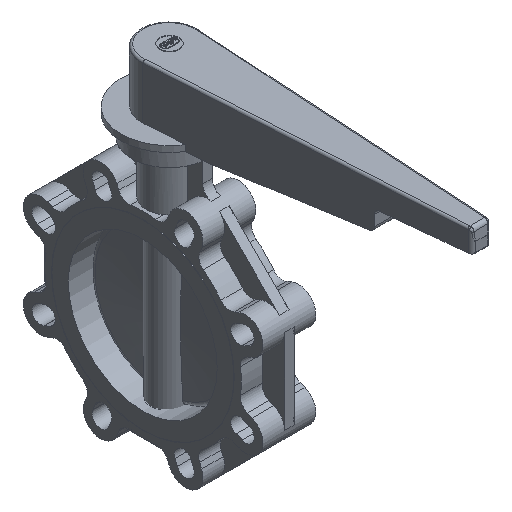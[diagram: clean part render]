
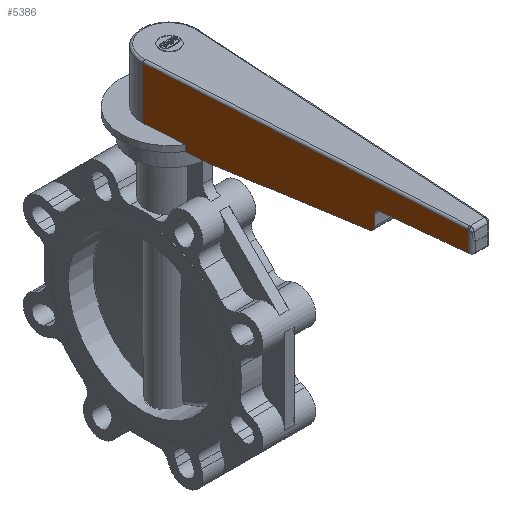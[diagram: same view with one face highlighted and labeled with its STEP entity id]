
A CAD part, isometric view. The second image highlights one B-rep face of the part: STEP entity #5386.
In plain terms, the highlighted face is planar.
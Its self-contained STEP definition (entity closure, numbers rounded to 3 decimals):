
#31=ELLIPSE($,#5890,2.004,2.);
#39=ELLIPSE($,#5906,7.013,7.);
#40=ELLIPSE($,#5907,7.013,7.);
#423=LINE($,#8866,#914);
#426=LINE($,#9742,#917);
#428=LINE($,#9755,#919);
#429=LINE($,#9757,#920);
#430=LINE($,#9759,#921);
#431=LINE($,#9761,#922);
#432=LINE($,#9763,#923);
#433=LINE($,#9765,#924);
#434=LINE($,#9769,#925);
#435=LINE($,#9773,#926);
#436=LINE($,#9775,#927);
#437=LINE($,#9777,#928);
#438=LINE($,#9779,#929);
#439=LINE($,#9781,#930);
#440=LINE($,#9783,#931);
#441=LINE($,#9785,#932);
#442=LINE($,#9786,#933);
#914=VECTOR($,#7204,412.45);
#917=VECTOR($,#7239,26.973);
#919=VECTOR($,#7245,69.5);
#920=VECTOR($,#7246,53.701);
#921=VECTOR($,#7247,0.252);
#922=VECTOR($,#7248,8.);
#923=VECTOR($,#7249,24.481);
#924=VECTOR($,#7250,209.78);
#925=VECTOR($,#7253,14.151);
#926=VECTOR($,#7256,69.949);
#927=VECTOR($,#7257,0.628);
#928=VECTOR($,#7258,1.308);
#929=VECTOR($,#7259,1.261);
#930=VECTOR($,#7260,1.255);
#931=VECTOR($,#7261,1.288);
#932=VECTOR($,#7262,0.61);
#933=VECTOR($,#7263,36.555);
#1177=PLANE($,#5905);
#1483=FACE_OUTER_BOUND($,#1795,.T.);
#1795=EDGE_LOOP($,(#4617,#4618,#4619,#4620,#4621,#4622,#4623,#4624,#4625,
#4626,#4627,#4628,#4629,#4630,#4631,#4632,#4633,#4634,#4635,#4636));
#2527=VERTEX_POINT($,#8846);
#2528=VERTEX_POINT($,#8862);
#2530=VERTEX_POINT($,#8999);
#2542=VERTEX_POINT($,#9741);
#2545=VERTEX_POINT($,#9754);
#2546=VERTEX_POINT($,#9756);
#2547=VERTEX_POINT($,#9758);
#2548=VERTEX_POINT($,#9760);
#2549=VERTEX_POINT($,#9762);
#2550=VERTEX_POINT($,#9764);
#2551=VERTEX_POINT($,#9766);
#2552=VERTEX_POINT($,#9768);
#2553=VERTEX_POINT($,#9770);
#2554=VERTEX_POINT($,#9772);
#2555=VERTEX_POINT($,#9774);
#2556=VERTEX_POINT($,#9776);
#2557=VERTEX_POINT($,#9778);
#2558=VERTEX_POINT($,#9780);
#2559=VERTEX_POINT($,#9782);
#2560=VERTEX_POINT($,#9784);
#3241=EDGE_CURVE($,#2527,#2528,#423,.T.);
#3244=EDGE_CURVE($,#2528,#2530,#31,.T.);
#3262=EDGE_CURVE($,#2542,#2530,#426,.T.);
#3266=EDGE_CURVE($,#2545,#2527,#428,.T.);
#3267=EDGE_CURVE($,#2546,#2545,#429,.T.);
#3268=EDGE_CURVE($,#2547,#2546,#430,.T.);
#3269=EDGE_CURVE($,#2548,#2547,#431,.T.);
#3270=EDGE_CURVE($,#2549,#2548,#432,.T.);
#3271=EDGE_CURVE($,#2550,#2549,#433,.T.);
#3272=EDGE_CURVE($,#2551,#2550,#39,.T.);
#3273=EDGE_CURVE($,#2552,#2551,#434,.T.);
#3274=EDGE_CURVE($,#2553,#2552,#40,.T.);
#3275=EDGE_CURVE($,#2554,#2553,#435,.T.);
#3276=EDGE_CURVE($,#2555,#2554,#436,.T.);
#3277=EDGE_CURVE($,#2556,#2555,#437,.T.);
#3278=EDGE_CURVE($,#2557,#2556,#438,.T.);
#3279=EDGE_CURVE($,#2558,#2557,#439,.T.);
#3280=EDGE_CURVE($,#2559,#2558,#440,.T.);
#3281=EDGE_CURVE($,#2560,#2559,#441,.T.);
#3282=EDGE_CURVE($,#2542,#2560,#442,.T.);
#4617=ORIENTED_EDGE($,*,*,#3244,.F.);
#4618=ORIENTED_EDGE($,*,*,#3241,.F.);
#4619=ORIENTED_EDGE($,*,*,#3266,.F.);
#4620=ORIENTED_EDGE($,*,*,#3267,.F.);
#4621=ORIENTED_EDGE($,*,*,#3268,.F.);
#4622=ORIENTED_EDGE($,*,*,#3269,.F.);
#4623=ORIENTED_EDGE($,*,*,#3270,.F.);
#4624=ORIENTED_EDGE($,*,*,#3271,.F.);
#4625=ORIENTED_EDGE($,*,*,#3272,.F.);
#4626=ORIENTED_EDGE($,*,*,#3273,.F.);
#4627=ORIENTED_EDGE($,*,*,#3274,.F.);
#4628=ORIENTED_EDGE($,*,*,#3275,.F.);
#4629=ORIENTED_EDGE($,*,*,#3276,.F.);
#4630=ORIENTED_EDGE($,*,*,#3277,.F.);
#4631=ORIENTED_EDGE($,*,*,#3278,.F.);
#4632=ORIENTED_EDGE($,*,*,#3279,.F.);
#4633=ORIENTED_EDGE($,*,*,#3280,.F.);
#4634=ORIENTED_EDGE($,*,*,#3281,.F.);
#4635=ORIENTED_EDGE($,*,*,#3282,.F.);
#4636=ORIENTED_EDGE($,*,*,#3262,.T.);
#5386=ADVANCED_FACE($,(#1483),#1177,.F.);
#5890=AXIS2_PLACEMENT_3D($,#9003,#7209,#7210);
#5905=AXIS2_PLACEMENT_3D($,#9753,#7243,#7244);
#5906=AXIS2_PLACEMENT_3D($,#9767,#7251,#7252);
#5907=AXIS2_PLACEMENT_3D($,#9771,#7254,#7255);
#7204=DIRECTION($,(0.998,0.06,0.));
#7209=DIRECTION('center_axis',(-0.06,0.998,0.));
#7210=DIRECTION('ref_axis',(0.998,0.06,0.));
#7239=DIRECTION($,(0.,0.,1.));
#7243=DIRECTION('center_axis',(-0.06,0.998,0.));
#7244=DIRECTION('ref_axis',(0.,0.,1.));
#7245=DIRECTION($,(0.,0.,1.));
#7246=DIRECTION($,(-0.998,-0.06,0.));
#7247=DIRECTION($,(-0.998,-0.06,0.));
#7248=DIRECTION($,(0.,0.,1.));
#7249=DIRECTION($,(-0.998,-0.06,0.));
#7250=DIRECTION($,(-0.994,-0.06,-0.087));
#7251=DIRECTION('center_axis',(-0.06,0.998,0.));
#7252=DIRECTION('ref_axis',(0.998,0.06,0.));
#7253=DIRECTION($,(0.,0.,-1.));
#7254=DIRECTION('center_axis',(0.06,-0.998,0.));
#7255=DIRECTION('ref_axis',(0.998,0.06,0.));
#7256=DIRECTION($,(-0.998,-0.06,-0.035));
#7257=DIRECTION($,(-0.997,-0.06,-0.042));
#7258=DIRECTION($,(-0.997,-0.06,-0.052));
#7259=DIRECTION($,(-0.997,-0.06,-0.043));
#7260=DIRECTION($,(-0.998,-0.06,-0.026));
#7261=DIRECTION($,(-0.998,-0.06,-0.018));
#7262=DIRECTION($,(-0.998,-0.06,-0.027));
#7263=DIRECTION($,(-0.998,-0.06,-0.035));
#8846=CARTESIAN_POINT('',(1.706,-37.356,77.5));
#8862=CARTESIAN_POINT('',(413.418,-12.681,77.5));
#8866=CARTESIAN_POINT($,(1.706,-37.356,77.5));
#8999=CARTESIAN_POINT('',(414.339,-12.626,77.275));
#9003=CARTESIAN_POINT('Origin',(413.418,-12.681,75.5));
#9741=CARTESIAN_POINT('',(414.339,-12.626,50.302));
#9742=CARTESIAN_POINT($,(414.339,-12.626,50.302));
#9753=CARTESIAN_POINT('Origin',(1.706,-37.356,-35.793));
#9754=CARTESIAN_POINT('',(1.706,-37.356,8.));
#9755=CARTESIAN_POINT($,(1.706,-37.356,8.));
#9756=CARTESIAN_POINT('',(55.311,-34.143,8.));
#9757=CARTESIAN_POINT($,(55.311,-34.143,8.));
#9758=CARTESIAN_POINT('',(55.562,-34.128,8.));
#9759=CARTESIAN_POINT($,(55.562,-34.128,8.));
#9760=CARTESIAN_POINT('',(55.562,-34.128,0.));
#9761=CARTESIAN_POINT($,(55.562,-34.128,0.));
#9762=CARTESIAN_POINT('',(80.,-32.663,0.));
#9763=CARTESIAN_POINT($,(80.,-32.663,0.));
#9764=CARTESIAN_POINT('',(288.61,-20.161,18.251));
#9765=CARTESIAN_POINT($,(288.61,-20.161,18.251));
#9766=CARTESIAN_POINT('',(295.,-19.778,25.224));
#9767=CARTESIAN_POINT('Origin',(288.,-20.198,25.224));
#9768=CARTESIAN_POINT('',(295.,-19.778,39.375));
#9769=CARTESIAN_POINT($,(295.,-19.778,39.375));
#9770=CARTESIAN_POINT('',(301.756,-19.373,46.371));
#9771=CARTESIAN_POINT('Origin',(302.,-19.358,39.375));
#9772=CARTESIAN_POINT('',(371.537,-15.191,48.808));
#9773=CARTESIAN_POINT($,(371.537,-15.191,48.808));
#9774=CARTESIAN_POINT('',(372.164,-15.153,48.834));
#9775=CARTESIAN_POINT($,(372.164,-15.153,48.834));
#9776=CARTESIAN_POINT('',(373.468,-15.075,48.902));
#9777=CARTESIAN_POINT($,(373.468,-15.075,48.902));
#9778=CARTESIAN_POINT('',(374.726,-15.,48.957));
#9779=CARTESIAN_POINT($,(374.726,-15.,48.957));
#9780=CARTESIAN_POINT('',(375.978,-14.925,48.989));
#9781=CARTESIAN_POINT($,(375.978,-14.925,48.989));
#9782=CARTESIAN_POINT('',(377.264,-14.848,49.012));
#9783=CARTESIAN_POINT($,(377.264,-14.848,49.012));
#9784=CARTESIAN_POINT('',(377.872,-14.811,49.029));
#9785=CARTESIAN_POINT($,(377.872,-14.811,49.029));
#9786=CARTESIAN_POINT($,(414.339,-12.626,50.302));
